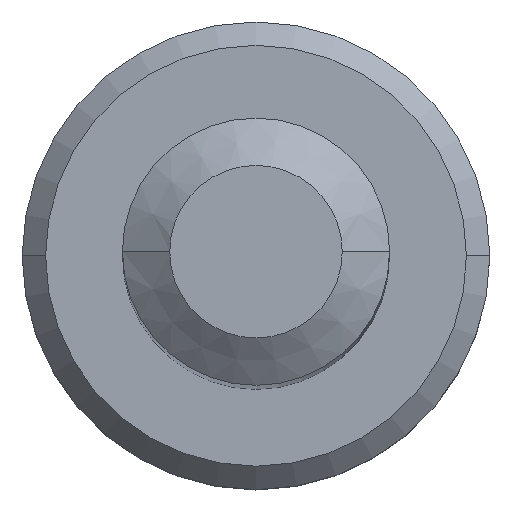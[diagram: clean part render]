
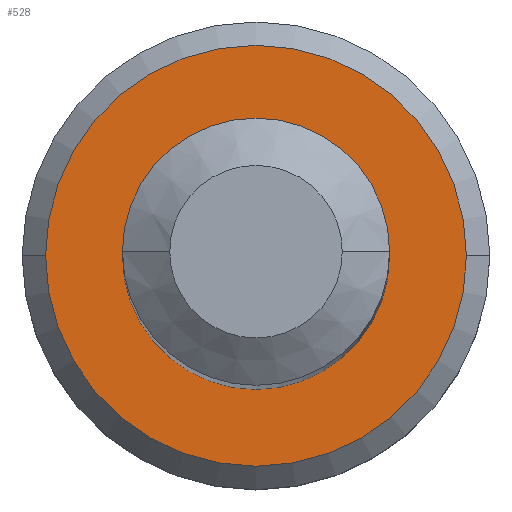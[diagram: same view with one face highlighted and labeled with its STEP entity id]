
A CAD part, top view. The second image highlights one B-rep face of the part: STEP entity #528.
In plain terms, the highlighted planar face has unit normal (0, 0, 1).
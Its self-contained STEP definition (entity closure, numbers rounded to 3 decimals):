
#30 = AXIS2_PLACEMENT_3D ( 'NONE', #359, #697, #125 ) ;
#46 = CARTESIAN_POINT ( 'NONE',  ( 0., 0., -35. ) ) ;
#56 = CARTESIAN_POINT ( 'NONE',  ( 2., 0., -35. ) ) ;
#63 = ORIENTED_EDGE ( 'NONE', *, *, #334, .F. ) ;
#101 = DIRECTION ( 'NONE',  ( 0., 0., 1. ) ) ;
#125 = DIRECTION ( 'NONE',  ( -1., 0., 0. ) ) ;
#138 = AXIS2_PLACEMENT_3D ( 'NONE', #46, #101, #274 ) ;
#150 = CARTESIAN_POINT ( 'NONE',  ( -2., 0., -35. ) ) ;
#188 = FACE_BOUND ( 'NONE', #723, .T. ) ;
#192 = DIRECTION ( 'NONE',  ( 0., 0., -1. ) ) ;
#196 = DIRECTION ( 'NONE',  ( -1., 0., 0. ) ) ;
#243 = CIRCLE ( 'NONE', #30, 2. ) ;
#249 = DIRECTION ( 'NONE',  ( -1., 0., 0. ) ) ;
#252 = CIRCLE ( 'NONE', #685, 3.15 ) ;
#274 = DIRECTION ( 'NONE',  ( -1., 0., 0. ) ) ;
#297 = EDGE_LOOP ( 'NONE', ( #376, #355 ) ) ;
#304 = ORIENTED_EDGE ( 'NONE', *, *, #537, .F. ) ;
#307 = CARTESIAN_POINT ( 'NONE',  ( 0., 0., -35. ) ) ;
#334 = EDGE_CURVE ( 'NONE', #713, #456, #480, .T. ) ;
#349 = CARTESIAN_POINT ( 'NONE',  ( -3.15, 0., -35. ) ) ;
#355 = ORIENTED_EDGE ( 'NONE', *, *, #666, .T. ) ;
#359 = CARTESIAN_POINT ( 'NONE',  ( 0., 0., -35. ) ) ;
#376 = ORIENTED_EDGE ( 'NONE', *, *, #582, .T. ) ;
#395 = FACE_OUTER_BOUND ( 'NONE', #297, .T. ) ;
#399 = AXIS2_PLACEMENT_3D ( 'NONE', #691, #408, #690 ) ;
#406 = PLANE ( 'NONE',  #482 ) ;
#408 = DIRECTION ( 'NONE',  ( 0., 0., 1. ) ) ;
#456 = VERTEX_POINT ( 'NONE', #56 ) ;
#466 = CARTESIAN_POINT ( 'NONE',  ( 0., 0., -35. ) ) ;
#480 = CIRCLE ( 'NONE', #138, 2. ) ;
#482 = AXIS2_PLACEMENT_3D ( 'NONE', #466, #192, #249 ) ;
#528 = ADVANCED_FACE ( 'NONE', ( #395, #188 ), #406, .F. ) ;
#537 = EDGE_CURVE ( 'NONE', #456, #713, #243, .T. ) ;
#560 = VERTEX_POINT ( 'NONE', #700 ) ;
#579 = VERTEX_POINT ( 'NONE', #349 ) ;
#582 = EDGE_CURVE ( 'NONE', #579, #560, #676, .T. ) ;
#666 = EDGE_CURVE ( 'NONE', #560, #579, #252, .T. ) ;
#676 = CIRCLE ( 'NONE', #399, 3.15 ) ;
#685 = AXIS2_PLACEMENT_3D ( 'NONE', #307, #703, #196 ) ;
#690 = DIRECTION ( 'NONE',  ( -1., 0., 0. ) ) ;
#691 = CARTESIAN_POINT ( 'NONE',  ( 0., 0., -35. ) ) ;
#697 = DIRECTION ( 'NONE',  ( 0., 0., 1. ) ) ;
#700 = CARTESIAN_POINT ( 'NONE',  ( 3.15, 0., -35. ) ) ;
#703 = DIRECTION ( 'NONE',  ( 0., 0., 1. ) ) ;
#713 = VERTEX_POINT ( 'NONE', #150 ) ;
#723 = EDGE_LOOP ( 'NONE', ( #304, #63 ) ) ;
